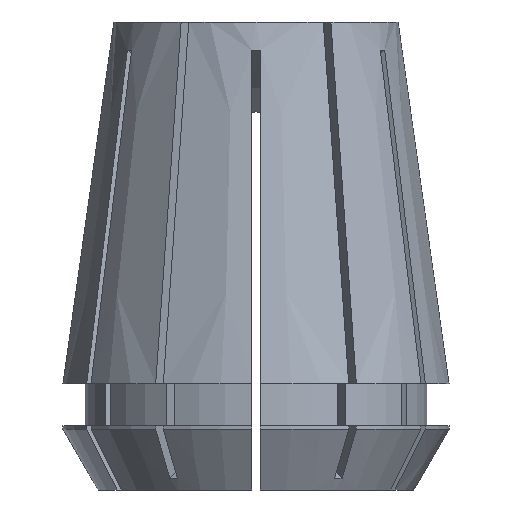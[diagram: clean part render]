
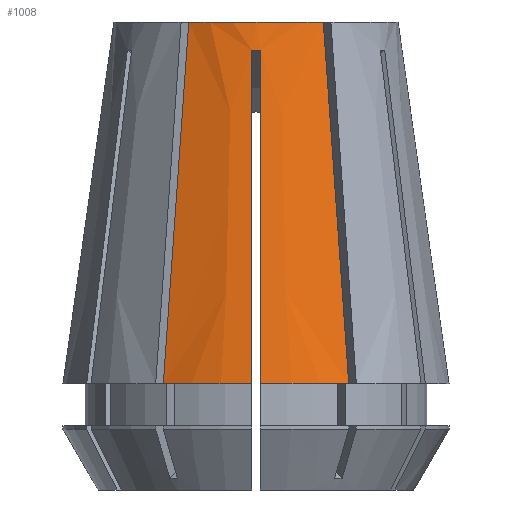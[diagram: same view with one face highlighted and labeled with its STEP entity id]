
A CAD part, front view. The second image highlights one B-rep face of the part: STEP entity #1008.
In plain terms, the highlighted conical face has half-angle 8 degrees and reference radius 16.5 mm.
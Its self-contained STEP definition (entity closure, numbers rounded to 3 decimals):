
#11 = VERTEX_POINT ( 'NONE', #2803 ) ;
#14 = CARTESIAN_POINT ( 'NONE',  ( -0.375, -16.496, -30.9 ) ) ;
#91 = VERTEX_POINT ( 'NONE', #3436 ) ;
#106 = ORIENTED_EDGE ( 'NONE', *, *, #3394, .F. ) ;
#258 = CARTESIAN_POINT ( 'NONE',  ( -7.923, -14.474, -30.9 ) ) ;
#270 = EDGE_CURVE ( 'NONE', #2802, #2894, #2337, .T. ) ;
#307 = CARTESIAN_POINT ( 'NONE',  ( 0.375, -12.49, -2.403 ) ) ;
#341 = AXIS2_PLACEMENT_3D ( 'NONE', #861, #904, #1483 ) ;
#358 = CIRCLE ( 'NONE', #535, 16.5 ) ;
#412 = CIRCLE ( 'NONE', #3750, 12.158 ) ;
#490 = CARTESIAN_POINT ( 'NONE',  ( -7.237, -13.285, -21.136 ) ) ;
#534 = VERTEX_POINT ( 'NONE', #258 ) ;
#535 = AXIS2_PLACEMENT_3D ( 'NONE', #3259, #1438, #3569 ) ;
#594 = CARTESIAN_POINT ( 'NONE',  ( -7.923, -14.474, -30.9 ) ) ;
#645 = B_SPLINE_CURVE_WITH_KNOTS ( 'NONE', 3,
 ( #14, #2474, #2785, #963 ),
 .UNSPECIFIED., .F., .F.,
 ( 4, 4 ),
 ( 0.024, 0.052 ),
 .UNSPECIFIED. ) ;
#653 = VERTEX_POINT ( 'NONE', #3388 ) ;
#840 = ORIENTED_EDGE ( 'NONE', *, *, #2420, .T. ) ;
#861 = CARTESIAN_POINT ( 'NONE',  ( 0., 0., -30.9 ) ) ;
#904 = DIRECTION ( 'NONE',  ( 0., 0., 1. ) ) ;
#963 = CARTESIAN_POINT ( 'NONE',  ( -0.375, -12.49, -2.403 ) ) ;
#996 = FACE_OUTER_BOUND ( 'NONE', #2018, .T. ) ;
#1008 = ADVANCED_FACE ( 'NONE', ( #996 ), #2421, .T. ) ;
#1024 = EDGE_CURVE ( 'NONE', #534, #653, #3242, .T. ) ;
#1044 = CARTESIAN_POINT ( 'NONE',  ( -0.375, -12.49, -2.403 ) ) ;
#1261 = CARTESIAN_POINT ( 'NONE',  ( 0., 0., 0. ) ) ;
#1354 = CARTESIAN_POINT ( 'NONE',  ( 0.375, -12.49, -2.403 ) ) ;
#1438 = DIRECTION ( 'NONE',  ( 0., 0., 1. ) ) ;
#1462 = DIRECTION ( 'NONE',  ( 0., 0., -1. ) ) ;
#1483 = DIRECTION ( 'NONE',  ( 1., 0., 0. ) ) ;
#1491 = CARTESIAN_POINT ( 'NONE',  ( -6.246, -11.569, -7.045 ) ) ;
#1494 = DIRECTION ( 'NONE',  ( -1., 0., 0. ) ) ;
#1505 = CARTESIAN_POINT ( 'NONE',  ( -7.466, -13.681, -24.391 ) ) ;
#1578 = DIRECTION ( 'NONE',  ( 1., 0., 0. ) ) ;
#1587 = EDGE_CURVE ( 'NONE', #91, #3173, #1982, .T. ) ;
#1750 = CARTESIAN_POINT ( 'NONE',  ( 5.751, -10.711, 0. ) ) ;
#1765 = ORIENTED_EDGE ( 'NONE', *, *, #2137, .F. ) ;
#1843 = CARTESIAN_POINT ( 'NONE',  ( 0.375, -15.161, -21.401 ) ) ;
#1871 = EDGE_CURVE ( 'NONE', #3315, #534, #3968, .T. ) ;
#1905 = CARTESIAN_POINT ( 'NONE',  ( 6.742, -12.427, -14.091 ) ) ;
#1982 = B_SPLINE_CURVE_WITH_KNOTS ( 'NONE', 3,
 ( #1750, #3730, #1905, #2023, #2592, #2084, #2111 ),
 .UNSPECIFIED., .F., .F.,
 ( 4, 3, 4 ),
 ( 0., 0.021, 0.031 ),
 .UNSPECIFIED. ) ;
#2018 = EDGE_LOOP ( 'NONE', ( #2457, #1765, #3268, #2754, #2643, #3904, #106, #840 ) ) ;
#2023 = CARTESIAN_POINT ( 'NONE',  ( 7.237, -13.285, -21.136 ) ) ;
#2084 = CARTESIAN_POINT ( 'NONE',  ( 7.695, -14.077, -27.645 ) ) ;
#2111 = CARTESIAN_POINT ( 'NONE',  ( 7.923, -14.474, -30.9 ) ) ;
#2136 = CARTESIAN_POINT ( 'NONE',  ( 0.375, -13.825, -11.902 ) ) ;
#2137 = EDGE_CURVE ( 'NONE', #3315, #91, #412, .T. ) ;
#2150 = B_SPLINE_CURVE_WITH_KNOTS ( 'NONE', 3,
 ( #2726, #1843, #2136, #307 ),
 .UNSPECIFIED., .F., .F.,
 ( 4, 4 ),
 ( 0.024, 0.052 ),
 .UNSPECIFIED. ) ;
#2290 = CARTESIAN_POINT ( 'NONE',  ( -0.125, -12.497, -2.399 ) ) ;
#2326 = CARTESIAN_POINT ( 'NONE',  ( 7.923, -14.474, -30.9 ) ) ;
#2337 = B_SPLINE_CURVE_WITH_KNOTS ( 'NONE', 3,
 ( #1044, #2290, #3847, #3905 ),
 .UNSPECIFIED., .F., .F.,
 ( 4, 4 ),
 ( 0., 0.001 ),
 .UNSPECIFIED. ) ;
#2400 = CARTESIAN_POINT ( 'NONE',  ( -5.751, -10.711, 0. ) ) ;
#2420 = EDGE_CURVE ( 'NONE', #11, #3173, #358, .T. ) ;
#2421 = CONICAL_SURFACE ( 'NONE', #3917, 16.5, 0.14 ) ;
#2457 = ORIENTED_EDGE ( 'NONE', *, *, #1587, .F. ) ;
#2474 = CARTESIAN_POINT ( 'NONE',  ( -0.375, -15.161, -21.401 ) ) ;
#2592 = CARTESIAN_POINT ( 'NONE',  ( 7.466, -13.681, -24.391 ) ) ;
#2643 = ORIENTED_EDGE ( 'NONE', *, *, #3911, .T. ) ;
#2726 = CARTESIAN_POINT ( 'NONE',  ( 0.375, -16.496, -30.9 ) ) ;
#2754 = ORIENTED_EDGE ( 'NONE', *, *, #1024, .T. ) ;
#2785 = CARTESIAN_POINT ( 'NONE',  ( -0.375, -13.825, -11.902 ) ) ;
#2802 = VERTEX_POINT ( 'NONE', #3888 ) ;
#2803 = CARTESIAN_POINT ( 'NONE',  ( 0.375, -16.496, -30.9 ) ) ;
#2894 = VERTEX_POINT ( 'NONE', #1354 ) ;
#3173 = VERTEX_POINT ( 'NONE', #2326 ) ;
#3242 = CIRCLE ( 'NONE', #341, 16.5 ) ;
#3259 = CARTESIAN_POINT ( 'NONE',  ( 0., 0., -30.9 ) ) ;
#3268 = ORIENTED_EDGE ( 'NONE', *, *, #1871, .T. ) ;
#3315 = VERTEX_POINT ( 'NONE', #3934 ) ;
#3346 = CARTESIAN_POINT ( 'NONE',  ( -7.695, -14.077, -27.645 ) ) ;
#3388 = CARTESIAN_POINT ( 'NONE',  ( -0.375, -16.496, -30.9 ) ) ;
#3394 = EDGE_CURVE ( 'NONE', #11, #2894, #2150, .T. ) ;
#3395 = DIRECTION ( 'NONE',  ( 0., 0., 1. ) ) ;
#3436 = CARTESIAN_POINT ( 'NONE',  ( 5.751, -10.711, 0. ) ) ;
#3569 = DIRECTION ( 'NONE',  ( 1., 0., 0. ) ) ;
#3636 = CARTESIAN_POINT ( 'NONE',  ( -6.742, -12.427, -14.091 ) ) ;
#3730 = CARTESIAN_POINT ( 'NONE',  ( 6.246, -11.569, -7.045 ) ) ;
#3750 = AXIS2_PLACEMENT_3D ( 'NONE', #1261, #3395, #1578 ) ;
#3847 = CARTESIAN_POINT ( 'NONE',  ( 0.125, -12.497, -2.399 ) ) ;
#3888 = CARTESIAN_POINT ( 'NONE',  ( -0.375, -12.49, -2.403 ) ) ;
#3904 = ORIENTED_EDGE ( 'NONE', *, *, #270, .T. ) ;
#3905 = CARTESIAN_POINT ( 'NONE',  ( 0.375, -12.49, -2.403 ) ) ;
#3911 = EDGE_CURVE ( 'NONE', #653, #2802, #645, .T. ) ;
#3917 = AXIS2_PLACEMENT_3D ( 'NONE', #3925, #1462, #1494 ) ;
#3925 = CARTESIAN_POINT ( 'NONE',  ( 0., 0., -30.9 ) ) ;
#3934 = CARTESIAN_POINT ( 'NONE',  ( -5.751, -10.711, 0. ) ) ;
#3968 = B_SPLINE_CURVE_WITH_KNOTS ( 'NONE', 3,
 ( #2400, #1491, #3636, #490, #1505, #3346, #594 ),
 .UNSPECIFIED., .F., .F.,
 ( 4, 3, 4 ),
 ( 0., 0.021, 0.031 ),
 .UNSPECIFIED. ) ;
